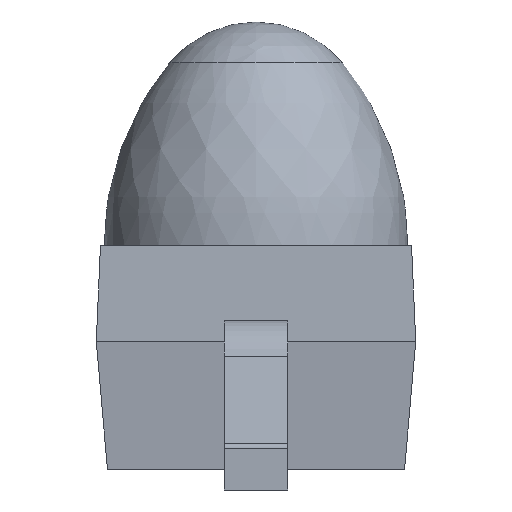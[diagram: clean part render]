
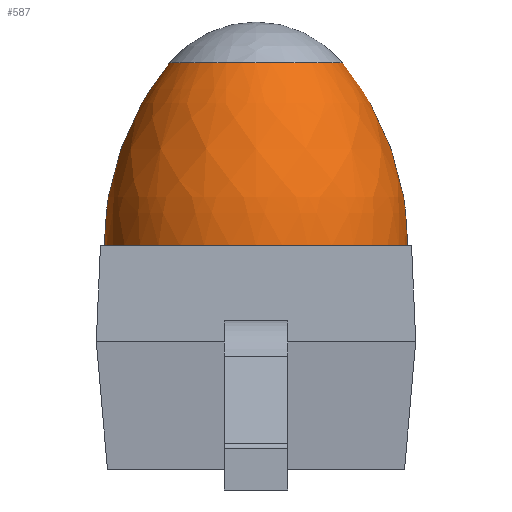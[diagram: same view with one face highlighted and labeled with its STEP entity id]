
A CAD part, left-side view. The second image highlights one B-rep face of the part: STEP entity #587.
In plain terms, the highlighted free-form (B-spline) face has degree [2, 2] with [3, 9] control points.
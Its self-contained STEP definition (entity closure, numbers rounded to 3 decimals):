
#178=(
BOUNDED_SURFACE()
B_SPLINE_SURFACE(2,2,((#874,#875,#876,#877,#878,#879,#880,#881,#882),(#883,
#884,#885,#886,#887,#888,#889,#890,#891),(#892,#893,#894,#895,#896,#897,
#898,#899,#900)),.UNSPECIFIED.,.F.,.T.,.F.)
B_SPLINE_SURFACE_WITH_KNOTS((3,3),(3,2,2,2,3),(-0.686,0.),(-3.142,
-1.571,0.,1.571,3.142),.UNSPECIFIED.)
GEOMETRIC_REPRESENTATION_ITEM()
RATIONAL_B_SPLINE_SURFACE(((1.,0.707,1.,0.707,1.,
0.707,1.,0.707,1.),(0.942,0.666,
0.942,0.666,0.942,0.666,0.942,
0.666,0.942),(1.,0.707,1.,0.707,
1.,0.707,1.,0.707,1.)))
REPRESENTATION_ITEM('')
SURFACE()
);
#180=FACE_OUTER_BOUND('',#214,.T.);
#214=EDGE_LOOP('',(#417,#418,#419,#420,#421,#422));
#248=CIRCLE('',#636,0.542);
#250=CIRCLE('',#638,0.542);
#251=CIRCLE('',#639,0.95);
#252=CIRCLE('',#640,0.95);
#253=CIRCLE('',#641,1.805);
#270=VERTEX_POINT('',#868);
#271=VERTEX_POINT('',#869);
#273=VERTEX_POINT('',#901);
#274=VERTEX_POINT('',#902);
#327=EDGE_CURVE('',#270,#271,#248,.T.);
#329=EDGE_CURVE('',#271,#270,#250,.T.);
#330=EDGE_CURVE('',#273,#274,#251,.T.);
#331=EDGE_CURVE('',#274,#273,#252,.T.);
#332=EDGE_CURVE('',#274,#271,#253,.T.);
#417=ORIENTED_EDGE('',*,*,#330,.F.);
#418=ORIENTED_EDGE('',*,*,#331,.F.);
#419=ORIENTED_EDGE('',*,*,#332,.T.);
#420=ORIENTED_EDGE('',*,*,#329,.T.);
#421=ORIENTED_EDGE('',*,*,#327,.T.);
#422=ORIENTED_EDGE('',*,*,#332,.F.);
#587=ADVANCED_FACE('',(#180),#178,.F.);
#636=AXIS2_PLACEMENT_3D('',#870,#694,#695);
#638=AXIS2_PLACEMENT_3D('',#873,#698,#699);
#639=AXIS2_PLACEMENT_3D('',#903,#700,#701);
#640=AXIS2_PLACEMENT_3D('',#904,#702,#703);
#641=AXIS2_PLACEMENT_3D('',#905,#704,#705);
#694=DIRECTION('center_axis',(0.,0.,-1.));
#695=DIRECTION('ref_axis',(1.,0.,0.));
#698=DIRECTION('center_axis',(0.,0.,-1.));
#699=DIRECTION('ref_axis',(1.,0.,0.));
#700=DIRECTION('center_axis',(0.,0.,-1.));
#701=DIRECTION('ref_axis',(-1.,0.,0.));
#702=DIRECTION('center_axis',(0.,0.,-1.));
#703=DIRECTION('ref_axis',(-1.,0.,0.));
#704=DIRECTION('center_axis',(0.,-1.,0.));
#705=DIRECTION('ref_axis',(1.,0.,0.));
#868=CARTESIAN_POINT('',(-0.542,0.,2.673));
#869=CARTESIAN_POINT('',(0.542,0.,2.673));
#870=CARTESIAN_POINT('Origin',(0.,0.,2.673));
#873=CARTESIAN_POINT('Origin',(0.,0.,2.673));
#874=CARTESIAN_POINT('Ctrl Pts',(0.542,0.,2.673));
#875=CARTESIAN_POINT('Ctrl Pts',(0.542,-0.542,2.673));
#876=CARTESIAN_POINT('Ctrl Pts',(0.,-0.542,
2.673));
#877=CARTESIAN_POINT('Ctrl Pts',(-0.542,-0.542,
2.673));
#878=CARTESIAN_POINT('Ctrl Pts',(-0.542,0.,2.673));
#879=CARTESIAN_POINT('Ctrl Pts',(-0.542,0.542,2.673));
#880=CARTESIAN_POINT('Ctrl Pts',(0.,0.542,
2.673));
#881=CARTESIAN_POINT('Ctrl Pts',(0.542,0.542,2.673));
#882=CARTESIAN_POINT('Ctrl Pts',(0.542,0.,2.673));
#883=CARTESIAN_POINT('Ctrl Pts',(0.95,0.,2.175));
#884=CARTESIAN_POINT('Ctrl Pts',(0.95,-0.95,2.175));
#885=CARTESIAN_POINT('Ctrl Pts',(0.,-0.95,2.175));
#886=CARTESIAN_POINT('Ctrl Pts',(-0.95,-0.95,2.175));
#887=CARTESIAN_POINT('Ctrl Pts',(-0.95,0.,2.175));
#888=CARTESIAN_POINT('Ctrl Pts',(-0.95,0.95,2.175));
#889=CARTESIAN_POINT('Ctrl Pts',(0.,0.95,2.175));
#890=CARTESIAN_POINT('Ctrl Pts',(0.95,0.95,2.175));
#891=CARTESIAN_POINT('Ctrl Pts',(0.95,0.,2.175));
#892=CARTESIAN_POINT('Ctrl Pts',(0.95,0.,1.53));
#893=CARTESIAN_POINT('Ctrl Pts',(0.95,-0.95,1.53));
#894=CARTESIAN_POINT('Ctrl Pts',(0.,-0.95,1.53));
#895=CARTESIAN_POINT('Ctrl Pts',(-0.95,-0.95,1.53));
#896=CARTESIAN_POINT('Ctrl Pts',(-0.95,0.,1.53));
#897=CARTESIAN_POINT('Ctrl Pts',(-0.95,0.95,1.53));
#898=CARTESIAN_POINT('Ctrl Pts',(0.,0.95,1.53));
#899=CARTESIAN_POINT('Ctrl Pts',(0.95,0.95,1.53));
#900=CARTESIAN_POINT('Ctrl Pts',(0.95,0.,1.53));
#901=CARTESIAN_POINT('',(-0.95,0.,1.53));
#902=CARTESIAN_POINT('',(0.95,0.,1.53));
#903=CARTESIAN_POINT('Origin',(0.,0.,1.53));
#904=CARTESIAN_POINT('Origin',(0.,0.,1.53));
#905=CARTESIAN_POINT('Origin',(-0.855,0.,
1.53));
